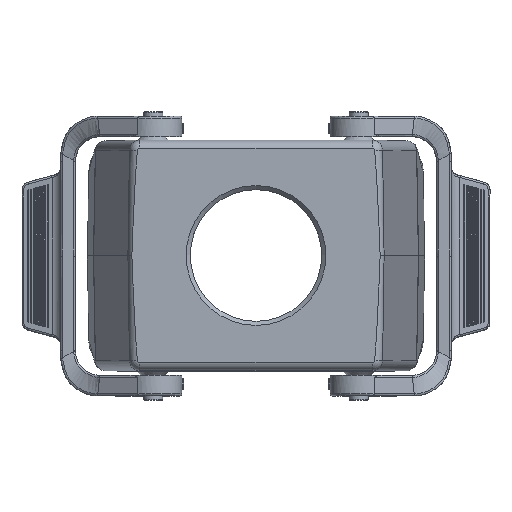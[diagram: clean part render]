
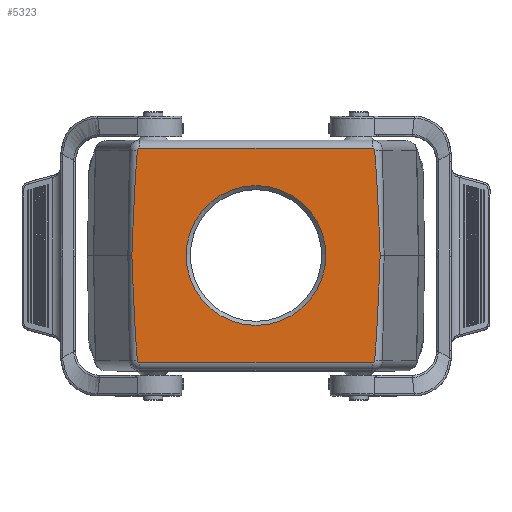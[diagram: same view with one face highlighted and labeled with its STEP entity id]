
A CAD part, top view. The second image highlights one B-rep face of the part: STEP entity #5323.
In plain terms, the highlighted planar face has unit normal (0, 0, 1).
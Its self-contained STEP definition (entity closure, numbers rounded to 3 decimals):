
#3472=ELLIPSE('',#23511,143.262,2.5);
#3473=ELLIPSE('',#23512,143.262,2.5);
#3474=ELLIPSE('',#23515,143.262,2.5);
#3475=ELLIPSE('',#23516,143.262,2.5);
#3997=FACE_BOUND('',#7787,.T.);
#3998=FACE_BOUND('',#7788,.T.);
#4647=CIRCLE('',#23508,17.);
#4648=CIRCLE('',#23509,0.519);
#4649=CIRCLE('',#23510,0.519);
#4650=CIRCLE('',#23513,0.519);
#4651=CIRCLE('',#23514,0.519);
#5323=ADVANCED_FACE('',(#3997,#3998),#6128,.F.);
#6128=PLANE('',#23517);
#7787=EDGE_LOOP('',(#10449));
#7788=EDGE_LOOP('',(#10450,#10451,#10452,#10453,#10454,#10455,#10456,#10457,
#10458,#10459));
#10449=ORIENTED_EDGE('',*,*,#15914,.T.);
#10450=ORIENTED_EDGE('',*,*,#15915,.T.);
#10451=ORIENTED_EDGE('',*,*,#15916,.T.);
#10452=ORIENTED_EDGE('',*,*,#15917,.T.);
#10453=ORIENTED_EDGE('',*,*,#15918,.T.);
#10454=ORIENTED_EDGE('',*,*,#15919,.T.);
#10455=ORIENTED_EDGE('',*,*,#15920,.T.);
#10456=ORIENTED_EDGE('',*,*,#15921,.T.);
#10457=ORIENTED_EDGE('',*,*,#15922,.T.);
#10458=ORIENTED_EDGE('',*,*,#15923,.T.);
#10459=ORIENTED_EDGE('',*,*,#15924,.T.);
#14025=VERTEX_POINT('',#35530);
#14026=VERTEX_POINT('',#35532);
#14027=VERTEX_POINT('',#35533);
#14028=VERTEX_POINT('',#35535);
#14029=VERTEX_POINT('',#35537);
#14030=VERTEX_POINT('',#35539);
#14031=VERTEX_POINT('',#35541);
#14032=VERTEX_POINT('',#35543);
#14033=VERTEX_POINT('',#35545);
#14034=VERTEX_POINT('',#35547);
#14035=VERTEX_POINT('',#35549);
#15914=EDGE_CURVE('',#14025,#14025,#4647,.T.);
#15915=EDGE_CURVE('',#14026,#14027,#4648,.T.);
#15916=EDGE_CURVE('',#14027,#14028,#19474,.T.);
#15917=EDGE_CURVE('',#14028,#14029,#4649,.T.);
#15918=EDGE_CURVE('',#14029,#14030,#3472,.T.);
#15919=EDGE_CURVE('',#14030,#14031,#3473,.T.);
#15920=EDGE_CURVE('',#14031,#14032,#4650,.T.);
#15921=EDGE_CURVE('',#14032,#14033,#19475,.T.);
#15922=EDGE_CURVE('',#14033,#14034,#4651,.T.);
#15923=EDGE_CURVE('',#14034,#14035,#3474,.T.);
#15924=EDGE_CURVE('',#14035,#14026,#3475,.T.);
#19474=LINE('',#35534,#20892);
#19475=LINE('',#35544,#20893);
#20892=VECTOR('',#26264,1.);
#20893=VECTOR('',#26273,1.);
#23508=AXIS2_PLACEMENT_3D('',#35529,#26260,#26261);
#23509=AXIS2_PLACEMENT_3D('',#35531,#26262,#26263);
#23510=AXIS2_PLACEMENT_3D('',#35536,#26265,#26266);
#23511=AXIS2_PLACEMENT_3D('',#35538,#26267,#26268);
#23512=AXIS2_PLACEMENT_3D('',#35540,#26269,#26270);
#23513=AXIS2_PLACEMENT_3D('',#35542,#26271,#26272);
#23514=AXIS2_PLACEMENT_3D('',#35546,#26274,#26275);
#23515=AXIS2_PLACEMENT_3D('',#35548,#26276,#26277);
#23516=AXIS2_PLACEMENT_3D('',#35550,#26278,#26279);
#23517=AXIS2_PLACEMENT_3D('',#35551,#26280,#26281);
#26260=DIRECTION('',(0.,0.,-1.));
#26261=DIRECTION('',(-1.,0.,0.));
#26262=DIRECTION('',(0.,0.,1.));
#26263=DIRECTION('',(-1.,0.,0.));
#26264=DIRECTION('',(-1.,0.,0.));
#26265=DIRECTION('',(0.,0.,1.));
#26266=DIRECTION('',(-1.,0.,0.));
#26267=DIRECTION('',(0.,0.,1.));
#26268=DIRECTION('',(0.014,1.,0.));
#26269=DIRECTION('',(0.,0.,1.));
#26270=DIRECTION('',(-0.014,1.,0.));
#26271=DIRECTION('',(0.,0.,1.));
#26272=DIRECTION('',(-1.,0.,0.));
#26273=DIRECTION('',(1.,0.,0.));
#26274=DIRECTION('',(0.,0.,1.));
#26275=DIRECTION('',(-1.,0.,0.));
#26276=DIRECTION('',(0.,0.,1.));
#26277=DIRECTION('',(0.014,1.,0.));
#26278=DIRECTION('',(0.,0.,1.));
#26279=DIRECTION('',(-0.014,1.,0.));
#26280=DIRECTION('',(0.,0.,-1.));
#26281=DIRECTION('',(-1.,0.,0.));
#35529=CARTESIAN_POINT('',(0.,0.,67.75));
#35530=CARTESIAN_POINT('',(-17.,0.,67.75));
#35531=CARTESIAN_POINT('',(28.325,25.5,67.75));
#35532=CARTESIAN_POINT('',(28.842,25.55,67.75));
#35533=CARTESIAN_POINT('',(28.325,26.019,67.75));
#35534=CARTESIAN_POINT('',(30.753,26.019,67.75));
#35535=CARTESIAN_POINT('',(-28.325,26.019,67.75));
#35536=CARTESIAN_POINT('',(-28.325,25.5,67.75));
#35537=CARTESIAN_POINT('',(-28.842,25.55,67.75));
#35538=CARTESIAN_POINT('',(-30.341,-114.602,67.75));
#35539=CARTESIAN_POINT('',(-30.192,0.,67.75));
#35540=CARTESIAN_POINT('',(-30.341,114.602,67.75));
#35541=CARTESIAN_POINT('',(-28.842,-25.55,67.75));
#35542=CARTESIAN_POINT('',(-28.325,-25.5,67.75));
#35543=CARTESIAN_POINT('',(-28.325,-26.019,67.75));
#35544=CARTESIAN_POINT('',(0.,-26.019,67.75));
#35545=CARTESIAN_POINT('',(28.325,-26.019,67.75));
#35546=CARTESIAN_POINT('',(28.325,-25.5,67.75));
#35547=CARTESIAN_POINT('',(28.842,-25.55,67.75));
#35548=CARTESIAN_POINT('',(30.341,114.602,67.75));
#35549=CARTESIAN_POINT('',(30.192,0.,67.75));
#35550=CARTESIAN_POINT('',(30.341,-114.602,67.75));
#35551=CARTESIAN_POINT('',(0.,0.,67.75));
